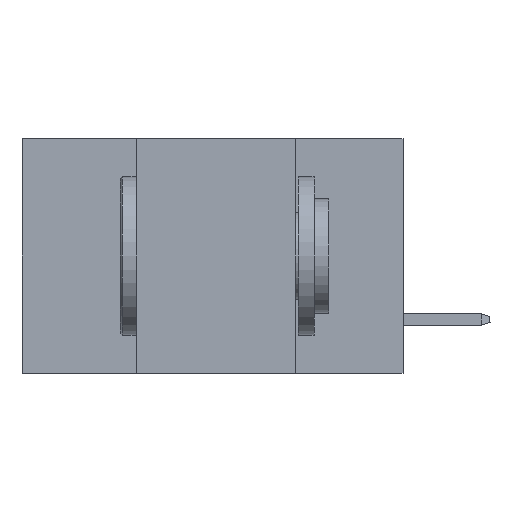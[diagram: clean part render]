
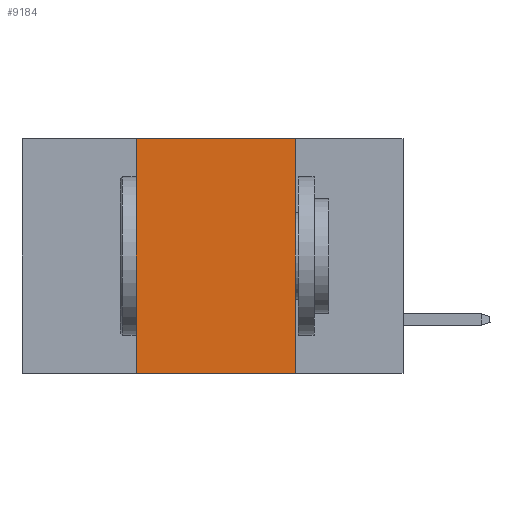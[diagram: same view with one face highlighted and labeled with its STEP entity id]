
A CAD part, left-side view. The second image highlights one B-rep face of the part: STEP entity #9184.
In plain terms, the highlighted planar face has unit normal (-1, 0, 0).
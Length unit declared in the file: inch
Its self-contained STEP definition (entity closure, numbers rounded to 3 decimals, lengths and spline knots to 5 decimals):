
#207 = LINE ( 'NONE', #39495, #8581 ) ;
#553 = CARTESIAN_POINT ( 'NONE',  ( 0., 0.42, -0.37 ) ) ;
#1844 = DIRECTION ( 'NONE',  ( 0., 0., -1. ) ) ;
#4972 = DIRECTION ( 'NONE',  ( 0., -1., 0. ) ) ;
#5208 = CARTESIAN_POINT ( 'NONE',  ( 0., 0.6, -0.37 ) ) ;
#6112 = CARTESIAN_POINT ( 'NONE',  ( 0., 0.6, 0. ) ) ;
#6867 = DIRECTION ( 'NONE',  ( 0., 0., -1. ) ) ;
#8396 = CARTESIAN_POINT ( 'NONE',  ( 0., 0.42, 0. ) ) ;
#8581 = VECTOR ( 'NONE', #4972, 39.37008 ) ;
#9184 = ADVANCED_FACE ( 'NONE', ( #17940 ), #37345, .F. ) ;
#9517 = VERTEX_POINT ( 'NONE', #553 ) ;
#9738 = ORIENTED_EDGE ( 'NONE', *, *, #45283, .F. ) ;
#10409 = EDGE_CURVE ( 'NONE', #9517, #25922, #39733, .T. ) ;
#10918 = CARTESIAN_POINT ( 'NONE',  ( 0., 0.17, 0. ) ) ;
#15536 = VERTEX_POINT ( 'NONE', #20034 ) ;
#17940 = FACE_OUTER_BOUND ( 'NONE', #46199, .T. ) ;
#20034 = CARTESIAN_POINT ( 'NONE',  ( 0., 0.42, 0. ) ) ;
#20558 = DIRECTION ( 'NONE',  ( 0., -1., 0. ) ) ;
#21485 = CARTESIAN_POINT ( 'NONE',  ( 0., 0.17, 0. ) ) ;
#22458 = VECTOR ( 'NONE', #34867, 39.37008 ) ;
#25922 = VERTEX_POINT ( 'NONE', #38825 ) ;
#28410 = EDGE_CURVE ( 'NONE', #9517, #15536, #35360, .T. ) ;
#32011 = ORIENTED_EDGE ( 'NONE', *, *, #49551, .F. ) ;
#33304 = DIRECTION ( 'NONE',  ( 1., 0., 0. ) ) ;
#34867 = DIRECTION ( 'NONE',  ( 0., 0., 1. ) ) ;
#35360 = LINE ( 'NONE', #8396, #22458 ) ;
#37345 = PLANE ( 'NONE',  #39969 ) ;
#38825 = CARTESIAN_POINT ( 'NONE',  ( 0., 0.17, -0.37 ) ) ;
#39495 = CARTESIAN_POINT ( 'NONE',  ( 0., 0.6, 0. ) ) ;
#39733 = LINE ( 'NONE', #5208, #45773 ) ;
#39969 = AXIS2_PLACEMENT_3D ( 'NONE', #6112, #33304, #1844 ) ;
#41263 = VECTOR ( 'NONE', #6867, 39.37008 ) ;
#43014 = VERTEX_POINT ( 'NONE', #10918 ) ;
#44443 = LINE ( 'NONE', #21485, #41263 ) ;
#45283 = EDGE_CURVE ( 'NONE', #43014, #25922, #44443, .T. ) ;
#45773 = VECTOR ( 'NONE', #20558, 39.37008 ) ;
#46199 = EDGE_LOOP ( 'NONE', ( #9738, #32011, #49509, #46892 ) ) ;
#46892 = ORIENTED_EDGE ( 'NONE', *, *, #10409, .T. ) ;
#49509 = ORIENTED_EDGE ( 'NONE', *, *, #28410, .F. ) ;
#49551 = EDGE_CURVE ( 'NONE', #15536, #43014, #207, .T. ) ;
